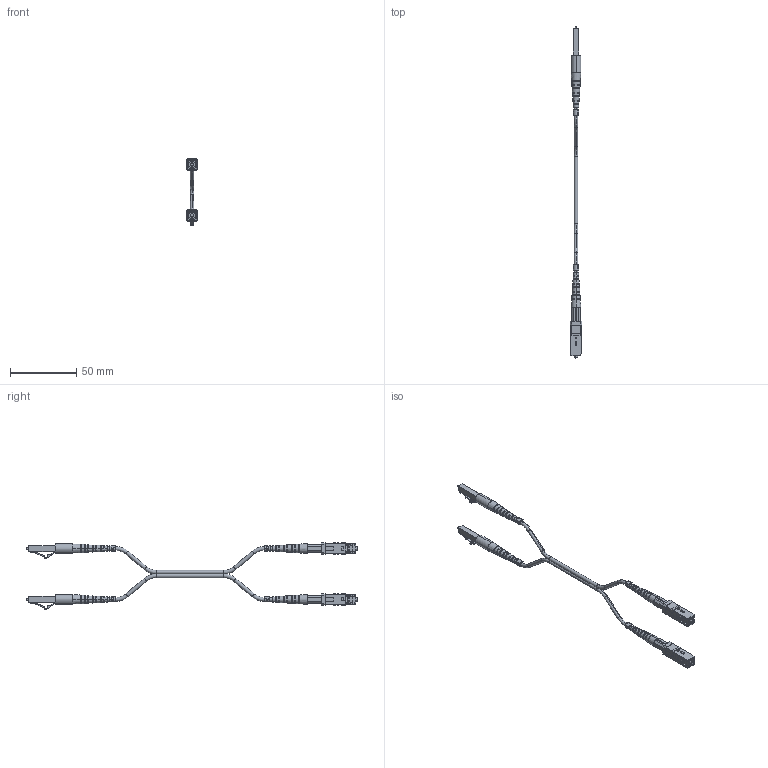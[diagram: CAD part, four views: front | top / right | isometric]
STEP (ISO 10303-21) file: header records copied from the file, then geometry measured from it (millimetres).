
FILE_DESCRIPTION (( 'STEP AP203' ), '1' );
FILE_NAME ('SFODSC-LC.STEP', '2006-06-23T20:19:37', ( 'lcom' ), ( 'lcom' ), 'SwSTEP 2.0', 'SolidWorks 2006004', '' );
FILE_SCHEMA (( 'CONFIG_CONTROL_DESIGN' ));
Length unit declared in the file: inch
Products named in the file (12): CONN-95-200-08-BP3B MA2; CONN-LC3-020-1; CONN-LC3-020-1-MA2; CONN-95-200-08-BP3B MA4; CONN-95-200-08-BP3B; SFODSC-LC; CONN-95-200-08-BP3B MA3; N602-INS-ZC-10C; LBL-C3P-B; CONN-95-200-08-BP3B MA1; CONN-LC3-020-1-MA1; LBL-C3P-A
Assembly tree (15 placements, depth 3):
  SFODSC-LC
    LBL-C3P-A  x2
    LBL-C3P-B  x2
    CONN-LC3-020-1  x2
      CONN-LC3-020-1-MA1
      CONN-LC3-020-1-MA2
    N602-INS-ZC-10C
    CONN-95-200-08-BP3B  x2
      CONN-95-200-08-BP3B MA1
      CONN-95-200-08-BP3B MA2
      CONN-95-200-08-BP3B MA4
      CONN-95-200-08-BP3B MA3
Bounding box: 8.89 x 249.77 x 50.23 mm (x, y, z)
Volume: 7608.8 mm3; surface area: 15461.2 mm2
Topology: 19 solids, 19 shells, 1013 faces, 2849 edges, 1842 vertices
Faces by surface type: plane 764, cylinder 149, cone 48, torus 24, bspline 20, sphere 8
Entity records: 19594 total; most frequent: CARTESIAN_POINT 4574, ORIENTED_EDGE 2920, DIRECTION 2771, EDGE_CURVE 1460, VERTEX_POINT 942, AXIS2_PLACEMENT_3D 926, VECTOR 919, LINE 919
